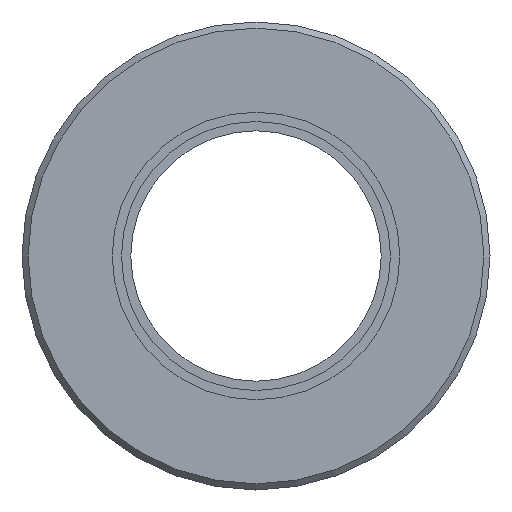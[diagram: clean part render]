
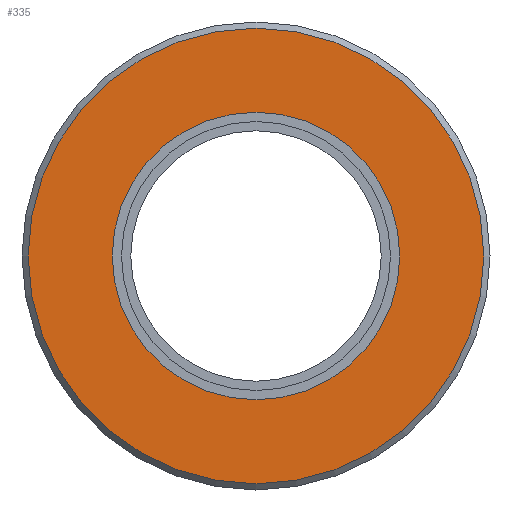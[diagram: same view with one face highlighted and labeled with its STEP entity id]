
A CAD part, front view. The second image highlights one B-rep face of the part: STEP entity #335.
In plain terms, the highlighted planar face has unit normal (0, -1, 0).
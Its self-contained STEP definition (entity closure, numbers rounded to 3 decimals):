
#16=FACE_BOUND('',#78,.T.);
#35=PLANE('',#395);
#53=FACE_OUTER_BOUND('',#77,.T.);
#77=EDGE_LOOP('',(#284));
#78=EDGE_LOOP('',(#285));
#111=CIRCLE('',#394,46.5);
#112=CIRCLE('',#396,73.688);
#176=VERTEX_POINT('',#599);
#177=VERTEX_POINT('',#603);
#215=EDGE_CURVE('',#176,#176,#111,.T.);
#217=EDGE_CURVE('',#177,#177,#112,.T.);
#284=ORIENTED_EDGE('',*,*,#217,.F.);
#285=ORIENTED_EDGE('',*,*,#215,.T.);
#335=ADVANCED_FACE('',(#53,#16),#35,.T.);
#394=AXIS2_PLACEMENT_3D('',#600,#487,#488);
#395=AXIS2_PLACEMENT_3D('',#602,#490,#491);
#396=AXIS2_PLACEMENT_3D('',#604,#492,#493);
#487=DIRECTION('center_axis',(0.,1.,0.));
#488=DIRECTION('ref_axis',(1.,0.,0.));
#490=DIRECTION('center_axis',(0.,-1.,0.));
#491=DIRECTION('ref_axis',(0.,0.,-1.));
#492=DIRECTION('center_axis',(0.,1.,0.));
#493=DIRECTION('ref_axis',(1.,0.,0.));
#599=CARTESIAN_POINT('',(0.,-33.,-46.5));
#600=CARTESIAN_POINT('Origin',(0.,-33.,0.));
#602=CARTESIAN_POINT('Origin',(0.,-33.,73.688));
#603=CARTESIAN_POINT('',(0.,-33.,-73.688));
#604=CARTESIAN_POINT('Origin',(0.,-33.,0.));
